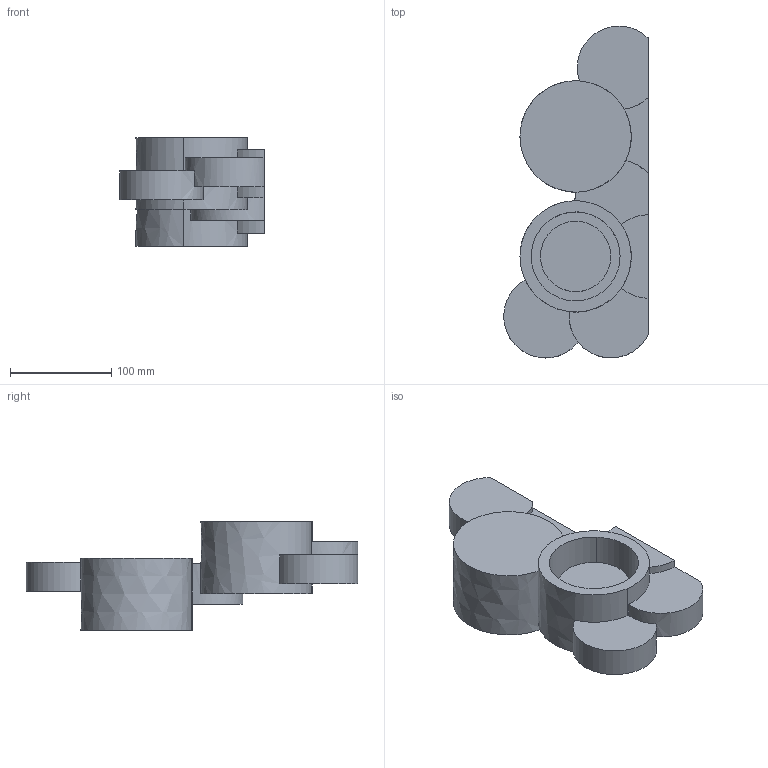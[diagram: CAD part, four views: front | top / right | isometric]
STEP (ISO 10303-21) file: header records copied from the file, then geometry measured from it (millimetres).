
FILE_DESCRIPTION(/* description */ (''),/* implementation_level */ '2;1');
FILE_NAME(/* name */ 'T321_C~1',/* time_stamp */ '2020-02-27T15:37:41+01:00',/* author */ (''),/* organization */ (''),/* preprocessor_version */ 'ST-DEVELOPER v15',/* originating_system */ '',/* authorisation */ '');
FILE_SCHEMA (('AUTOMOTIVE_DESIGN'));
Length unit declared in the file: centimetre
Products named in the file (1): Document
Bounding box: 142.64 x 328.2 x 107.72 mm (x, y, z)
Volume: 209432 mm3; surface area: 180768.1 mm2
Topology: 2 solids, 3 shells, 47 faces, 121 edges, 82 vertices
Faces by surface type: bspline 25, plane 22
Entity records: 1457 total; most frequent: CARTESIAN_POINT 752, ORIENTED_EDGE 220, EDGE_CURVE 120, VERTEX_POINT 80, EDGE_LOOP 49, ADVANCED_FACE 47, FACE_OUTER_BOUND 47, DIRECTION 30
